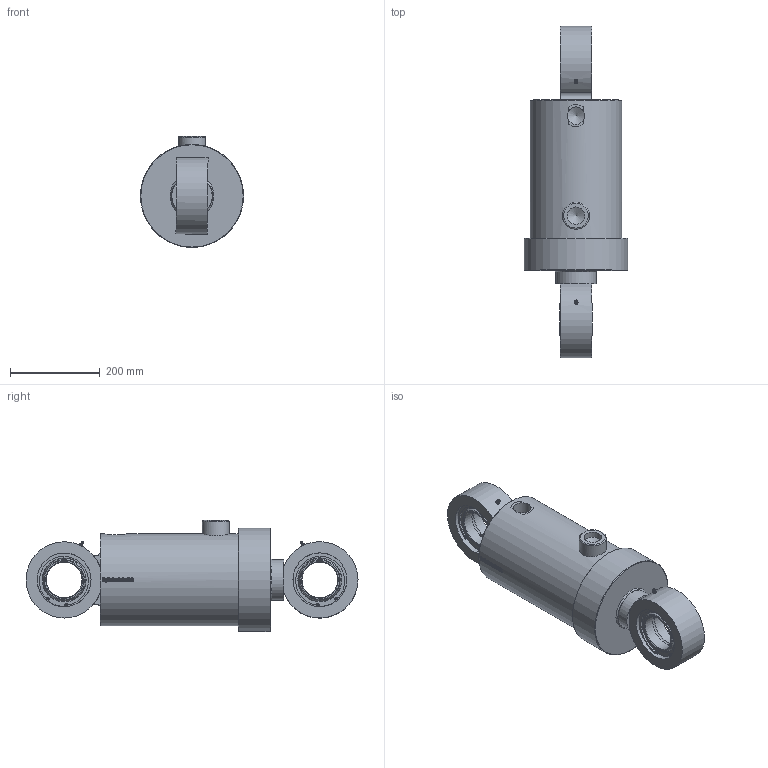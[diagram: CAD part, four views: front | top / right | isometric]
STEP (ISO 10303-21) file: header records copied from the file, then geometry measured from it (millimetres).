
FILE_DESCRIPTION((''),'2;1');
FILE_NAME('DVL180_90 (2).stp','2010-01-26T13:55:10',('tribel'),(''),'Autodesk Inventor 2009','Autodesk Inventor 2009','');
FILE_SCHEMA(('AUTOMOTIVE_DESIGN { 1 0 10303 214 1 1 1 1 }'));
Length unit declared in the file: millimetre
Products named in the file (6): DVL180_90 (2); DVL180_90_body; DVL180_90_stang; DVL180_90_Parameters; Sveis4; Klinkby80
Assembly tree (7 placements, depth 2):
  DVL180_90 (2)
    DVL180_90_body
    DVL180_90_stang
    DVL180_90_Parameters
    Sveis4  x2
    Klinkby80  x2
Bounding box: 230 x 740 x 247.5 mm (x, y, z)
Volume: 11224967.9 mm3; surface area: 943883.2 mm2
Topology: 6 solids, 9 shells, 658 faces, 1709 edges, 1119 vertices
Faces by surface type: plane 315, bspline 162, cylinder 107, cone 54, torus 13, sphere 7
Full cylindrical faces by diameter (mm): 3.5 x8, 6 x2, 6.429 x4, 7.85 x4, 60 x1, 80 x4, 90 x2, 120 x6, 180 x2, 205 x1, 230 x1
Entity records: 46972 total; most frequent: CARTESIAN_POINT 34659, ORIENTED_EDGE 2736, DIRECTION 1917, EDGE_CURVE 1370, VERTEX_POINT 931, AXIS2_PLACEMENT_3D 692, EDGE_LOOP 674, FACE_OUTER_BOUND 555
